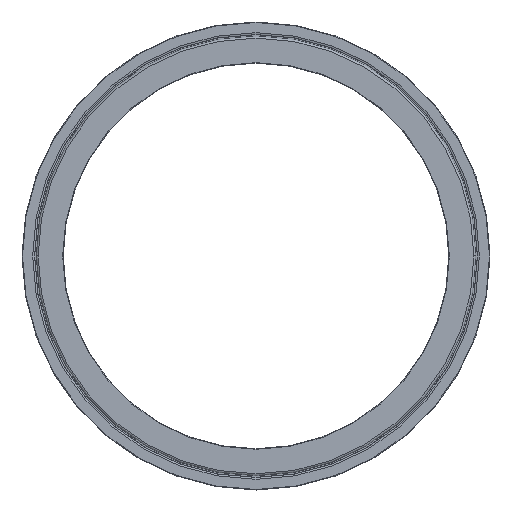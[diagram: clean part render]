
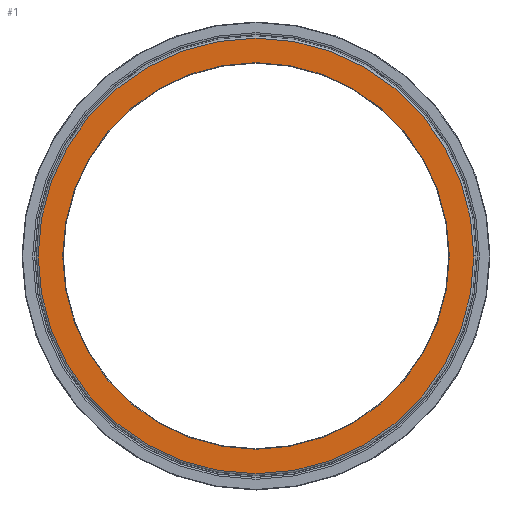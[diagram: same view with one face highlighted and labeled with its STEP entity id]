
A CAD part, top view. The second image highlights one B-rep face of the part: STEP entity #1.
In plain terms, the highlighted planar face has unit normal (0, 0, 1).
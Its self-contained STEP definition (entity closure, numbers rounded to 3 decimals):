
#1 = ADVANCED_FACE ( 'NONE', ( #279, #1197 ), #862, .F. ) ;
#59 = CARTESIAN_POINT ( 'NONE',  ( 0., 0., 2296.588 ) ) ;
#125 = CARTESIAN_POINT ( 'NONE',  ( 0., 0., 2296.588 ) ) ;
#133 = DIRECTION ( 'NONE',  ( -1., 0., 0. ) ) ;
#180 = ORIENTED_EDGE ( 'NONE', *, *, #518, .F. ) ;
#182 = CIRCLE ( 'NONE', #259, 444. ) ;
#192 = EDGE_CURVE ( 'NONE', #276, #937, #1115, .T. ) ;
#194 = AXIS2_PLACEMENT_3D ( 'NONE', #125, #828, #926 ) ;
#198 = DIRECTION ( 'NONE',  ( 0., 0., -1. ) ) ;
#222 = DIRECTION ( 'NONE',  ( 0., 0., -1. ) ) ;
#259 = AXIS2_PLACEMENT_3D ( 'NONE', #834, #222, #313 ) ;
#266 = AXIS2_PLACEMENT_3D ( 'NONE', #1262, #841, #133 ) ;
#276 = VERTEX_POINT ( 'NONE', #1065 ) ;
#279 = FACE_OUTER_BOUND ( 'NONE', #1199, .T. ) ;
#303 = DIRECTION ( 'NONE',  ( -1., 0., 0. ) ) ;
#313 = DIRECTION ( 'NONE',  ( -1., 0., 0. ) ) ;
#316 = CARTESIAN_POINT ( 'NONE',  ( -394., 0., 2296.588 ) ) ;
#368 = AXIS2_PLACEMENT_3D ( 'NONE', #59, #1099, #693 ) ;
#417 = CIRCLE ( 'NONE', #194, 394. ) ;
#464 = VERTEX_POINT ( 'NONE', #316 ) ;
#518 = EDGE_CURVE ( 'NONE', #937, #276, #182, .T. ) ;
#601 = VERTEX_POINT ( 'NONE', #644 ) ;
#622 = EDGE_CURVE ( 'NONE', #601, #464, #763, .T. ) ;
#644 = CARTESIAN_POINT ( 'NONE',  ( 394., 0., 2296.588 ) ) ;
#693 = DIRECTION ( 'NONE',  ( -1., 0., 0. ) ) ;
#763 = CIRCLE ( 'NONE', #1019, 394. ) ;
#799 = CARTESIAN_POINT ( 'NONE',  ( 0., 0., 2296.588 ) ) ;
#820 = EDGE_LOOP ( 'NONE', ( #1275, #879 ) ) ;
#828 = DIRECTION ( 'NONE',  ( 0., 0., -1. ) ) ;
#834 = CARTESIAN_POINT ( 'NONE',  ( 0., 0., 2296.588 ) ) ;
#841 = DIRECTION ( 'NONE',  ( 0., 0., -1. ) ) ;
#862 = PLANE ( 'NONE',  #266 ) ;
#879 = ORIENTED_EDGE ( 'NONE', *, *, #1167, .T. ) ;
#923 = ORIENTED_EDGE ( 'NONE', *, *, #192, .F. ) ;
#926 = DIRECTION ( 'NONE',  ( -1., 0., 0. ) ) ;
#937 = VERTEX_POINT ( 'NONE', #1053 ) ;
#1019 = AXIS2_PLACEMENT_3D ( 'NONE', #799, #198, #303 ) ;
#1053 = CARTESIAN_POINT ( 'NONE',  ( -444., 0., 2296.588 ) ) ;
#1065 = CARTESIAN_POINT ( 'NONE',  ( 444., 0., 2296.588 ) ) ;
#1099 = DIRECTION ( 'NONE',  ( 0., 0., -1. ) ) ;
#1115 = CIRCLE ( 'NONE', #368, 444. ) ;
#1167 = EDGE_CURVE ( 'NONE', #464, #601, #417, .T. ) ;
#1197 = FACE_BOUND ( 'NONE', #820, .T. ) ;
#1199 = EDGE_LOOP ( 'NONE', ( #180, #923 ) ) ;
#1262 = CARTESIAN_POINT ( 'NONE',  ( 444., 0., 2296.588 ) ) ;
#1275 = ORIENTED_EDGE ( 'NONE', *, *, #622, .T. ) ;
